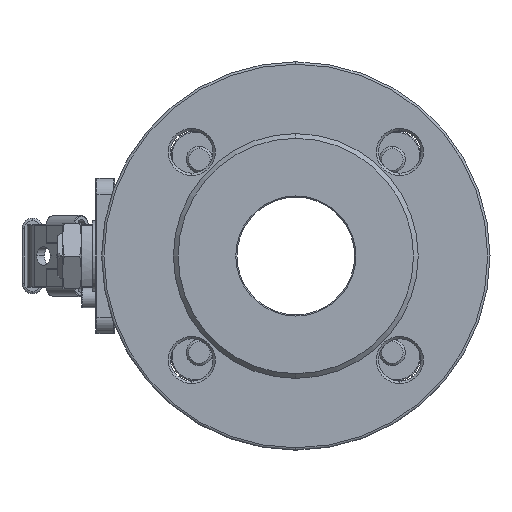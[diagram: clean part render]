
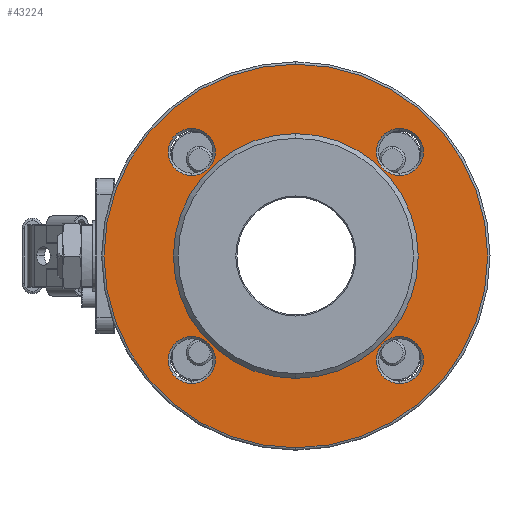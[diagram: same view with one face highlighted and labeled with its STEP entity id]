
A CAD part, left-side view. The second image highlights one B-rep face of the part: STEP entity #43224.
In plain terms, the highlighted planar face has unit normal (-1, 0, 0).
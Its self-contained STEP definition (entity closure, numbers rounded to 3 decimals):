
#349 = PLANE ( 'NONE',  #40540 ) ;
#527 = VERTEX_POINT ( 'NONE', #48848 ) ;
#802 = VERTEX_POINT ( 'NONE', #29780 ) ;
#935 = EDGE_CURVE ( 'NONE', #21016, #47764, #20933, .T. ) ;
#2458 = EDGE_CURVE ( 'NONE', #47764, #21016, #48678, .T. ) ;
#2529 = EDGE_CURVE ( 'NONE', #27051, #802, #37060, .T. ) ;
#2800 = EDGE_LOOP ( 'NONE', ( #29946, #39602 ) ) ;
#3116 = CARTESIAN_POINT ( 'NONE',  ( -61., 0., 52. ) ) ;
#3523 = CARTESIAN_POINT ( 'NONE',  ( -61., 0., 0. ) ) ;
#3746 = EDGE_CURVE ( 'NONE', #16787, #10094, #40419, .T. ) ;
#3826 = AXIS2_PLACEMENT_3D ( 'NONE', #40076, #49426, #14360 ) ;
#4164 = EDGE_CURVE ( 'NONE', #30783, #23561, #14578, .T. ) ;
#5049 = FACE_BOUND ( 'NONE', #2800, .T. ) ;
#5130 = DIRECTION ( 'NONE',  ( 0., 0., -1. ) ) ;
#5173 = AXIS2_PLACEMENT_3D ( 'NONE', #30127, #51865, #17797 ) ;
#5435 = CIRCLE ( 'NONE', #49060, 10. ) ;
#6111 = EDGE_CURVE ( 'NONE', #34925, #43161, #5435, .T. ) ;
#6869 = ORIENTED_EDGE ( 'NONE', *, *, #935, .T. ) ;
#8087 = CARTESIAN_POINT ( 'NONE',  ( -61., 44.194, 54.194 ) ) ;
#9364 = DIRECTION ( 'NONE',  ( 0., 0., -1. ) ) ;
#9393 = CARTESIAN_POINT ( 'NONE',  ( -61., -44.194, -34.194 ) ) ;
#10094 = VERTEX_POINT ( 'NONE', #3116 ) ;
#10264 = EDGE_CURVE ( 'NONE', #10094, #16787, #25805, .T. ) ;
#10946 = CARTESIAN_POINT ( 'NONE',  ( -61., 44.194, -44.194 ) ) ;
#13944 = DIRECTION ( 'NONE',  ( 1., 0., 0. ) ) ;
#14360 = DIRECTION ( 'NONE',  ( 0., 0., -1. ) ) ;
#14578 = CIRCLE ( 'NONE', #5173, 10. ) ;
#14984 = CARTESIAN_POINT ( 'NONE',  ( -61., -44.194, 54.194 ) ) ;
#15070 = DIRECTION ( 'NONE',  ( -1., 0., 0. ) ) ;
#15295 = CIRCLE ( 'NONE', #54030, 81.5 ) ;
#15656 = AXIS2_PLACEMENT_3D ( 'NONE', #48261, #13944, #9364 ) ;
#16130 = AXIS2_PLACEMENT_3D ( 'NONE', #44334, #35147, #31128 ) ;
#16787 = VERTEX_POINT ( 'NONE', #55768 ) ;
#16921 = EDGE_LOOP ( 'NONE', ( #52086, #51060 ) ) ;
#17249 = DIRECTION ( 'NONE',  ( -1., 0., 0. ) ) ;
#17797 = DIRECTION ( 'NONE',  ( 0., 0., -1. ) ) ;
#17838 = CARTESIAN_POINT ( 'NONE',  ( -61., -44.194, 44.194 ) ) ;
#18204 = DIRECTION ( 'NONE',  ( 0., 0., -1. ) ) ;
#18609 = AXIS2_PLACEMENT_3D ( 'NONE', #17838, #26921, #31290 ) ;
#19151 = CIRCLE ( 'NONE', #37702, 81.5 ) ;
#19379 = AXIS2_PLACEMENT_3D ( 'NONE', #53474, #40171, #5130 ) ;
#19920 = DIRECTION ( 'NONE',  ( 1., 0., 0. ) ) ;
#20933 = CIRCLE ( 'NONE', #50306, 10. ) ;
#21016 = VERTEX_POINT ( 'NONE', #9393 ) ;
#22204 = DIRECTION ( 'NONE',  ( 1., 0., 0. ) ) ;
#22602 = VERTEX_POINT ( 'NONE', #27529 ) ;
#23495 = EDGE_CURVE ( 'NONE', #43161, #34925, #55710, .T. ) ;
#23561 = VERTEX_POINT ( 'NONE', #8087 ) ;
#23979 = CARTESIAN_POINT ( 'NONE',  ( -61., 0., 0. ) ) ;
#24759 = CARTESIAN_POINT ( 'NONE',  ( -61., 44.194, -34.194 ) ) ;
#25755 = CARTESIAN_POINT ( 'NONE',  ( -61., 44.194, -44.194 ) ) ;
#25805 = CIRCLE ( 'NONE', #15656, 52. ) ;
#26921 = DIRECTION ( 'NONE',  ( 1., 0., 0. ) ) ;
#27051 = VERTEX_POINT ( 'NONE', #14984 ) ;
#27529 = CARTESIAN_POINT ( 'NONE',  ( -61., 0., -81.5 ) ) ;
#28192 = FACE_OUTER_BOUND ( 'NONE', #32184, .T. ) ;
#28449 = CARTESIAN_POINT ( 'NONE',  ( -61., 44.194, 34.194 ) ) ;
#28761 = ORIENTED_EDGE ( 'NONE', *, *, #43305, .T. ) ;
#29206 = CARTESIAN_POINT ( 'NONE',  ( -61., -44.194, -44.194 ) ) ;
#29567 = FACE_BOUND ( 'NONE', #53718, .T. ) ;
#29780 = CARTESIAN_POINT ( 'NONE',  ( -61., -44.194, 34.194 ) ) ;
#29946 = ORIENTED_EDGE ( 'NONE', *, *, #47564, .T. ) ;
#30127 = CARTESIAN_POINT ( 'NONE',  ( -61., 44.194, 44.194 ) ) ;
#30783 = VERTEX_POINT ( 'NONE', #28449 ) ;
#31128 = DIRECTION ( 'NONE',  ( 0., 0., -1. ) ) ;
#31290 = DIRECTION ( 'NONE',  ( 0., 0., -1. ) ) ;
#32184 = EDGE_LOOP ( 'NONE', ( #50508, #37597 ) ) ;
#32893 = CIRCLE ( 'NONE', #3826, 10. ) ;
#32992 = EDGE_LOOP ( 'NONE', ( #6869, #37135 ) ) ;
#34925 = VERTEX_POINT ( 'NONE', #55770 ) ;
#35147 = DIRECTION ( 'NONE',  ( 1., 0., 0. ) ) ;
#35297 = CARTESIAN_POINT ( 'NONE',  ( -61., -44.194, -44.194 ) ) ;
#37060 = CIRCLE ( 'NONE', #18609, 10. ) ;
#37135 = ORIENTED_EDGE ( 'NONE', *, *, #2458, .T. ) ;
#37425 = DIRECTION ( 'NONE',  ( 0., 0., -1. ) ) ;
#37597 = ORIENTED_EDGE ( 'NONE', *, *, #43979, .T. ) ;
#37702 = AXIS2_PLACEMENT_3D ( 'NONE', #23979, #15070, #41149 ) ;
#39066 = DIRECTION ( 'NONE',  ( 0., 0., -1. ) ) ;
#39430 = CARTESIAN_POINT ( 'NONE',  ( -61., 82.5, 0. ) ) ;
#39602 = ORIENTED_EDGE ( 'NONE', *, *, #4164, .T. ) ;
#39816 = FACE_BOUND ( 'NONE', #49446, .T. ) ;
#40076 = CARTESIAN_POINT ( 'NONE',  ( -61., 44.194, 44.194 ) ) ;
#40171 = DIRECTION ( 'NONE',  ( 1., 0., 0. ) ) ;
#40419 = CIRCLE ( 'NONE', #16130, 52. ) ;
#40540 = AXIS2_PLACEMENT_3D ( 'NONE', #39430, #43615, #39066 ) ;
#41149 = DIRECTION ( 'NONE',  ( 0., 0., -1. ) ) ;
#41396 = DIRECTION ( 'NONE',  ( 0., 0., -1. ) ) ;
#42231 = ORIENTED_EDGE ( 'NONE', *, *, #2529, .T. ) ;
#43161 = VERTEX_POINT ( 'NONE', #24759 ) ;
#43224 = ADVANCED_FACE ( 'NONE', ( #39816, #52041, #5049, #50034, #28192, #29567 ), #349, .F. ) ;
#43305 = EDGE_CURVE ( 'NONE', #802, #27051, #48685, .T. ) ;
#43615 = DIRECTION ( 'NONE',  ( 1., 0., 0. ) ) ;
#43979 = EDGE_CURVE ( 'NONE', #527, #22602, #15295, .T. ) ;
#44334 = CARTESIAN_POINT ( 'NONE',  ( -61., 0., 0. ) ) ;
#45562 = EDGE_CURVE ( 'NONE', #22602, #527, #19151, .T. ) ;
#47062 = ORIENTED_EDGE ( 'NONE', *, *, #10264, .T. ) ;
#47377 = AXIS2_PLACEMENT_3D ( 'NONE', #25755, #51510, #47711 ) ;
#47564 = EDGE_CURVE ( 'NONE', #23561, #30783, #32893, .T. ) ;
#47711 = DIRECTION ( 'NONE',  ( 0., 0., -1. ) ) ;
#47718 = DIRECTION ( 'NONE',  ( 0., 0., -1. ) ) ;
#47764 = VERTEX_POINT ( 'NONE', #50730 ) ;
#48261 = CARTESIAN_POINT ( 'NONE',  ( -61., 0., 0. ) ) ;
#48678 = CIRCLE ( 'NONE', #49645, 10. ) ;
#48685 = CIRCLE ( 'NONE', #19379, 10. ) ;
#48848 = CARTESIAN_POINT ( 'NONE',  ( -61., 0., 81.5 ) ) ;
#49060 = AXIS2_PLACEMENT_3D ( 'NONE', #10946, #50562, #41396 ) ;
#49426 = DIRECTION ( 'NONE',  ( 1., 0., 0. ) ) ;
#49446 = EDGE_LOOP ( 'NONE', ( #42231, #28761 ) ) ;
#49645 = AXIS2_PLACEMENT_3D ( 'NONE', #35297, #22204, #18204 ) ;
#50034 = FACE_BOUND ( 'NONE', #16921, .T. ) ;
#50306 = AXIS2_PLACEMENT_3D ( 'NONE', #29206, #19920, #37425 ) ;
#50508 = ORIENTED_EDGE ( 'NONE', *, *, #45562, .T. ) ;
#50562 = DIRECTION ( 'NONE',  ( 1., 0., 0. ) ) ;
#50730 = CARTESIAN_POINT ( 'NONE',  ( -61., -44.194, -54.194 ) ) ;
#51060 = ORIENTED_EDGE ( 'NONE', *, *, #6111, .T. ) ;
#51485 = ORIENTED_EDGE ( 'NONE', *, *, #3746, .T. ) ;
#51510 = DIRECTION ( 'NONE',  ( 1., 0., 0. ) ) ;
#51865 = DIRECTION ( 'NONE',  ( 1., 0., 0. ) ) ;
#52041 = FACE_BOUND ( 'NONE', #32992, .T. ) ;
#52086 = ORIENTED_EDGE ( 'NONE', *, *, #23495, .T. ) ;
#53474 = CARTESIAN_POINT ( 'NONE',  ( -61., -44.194, 44.194 ) ) ;
#53718 = EDGE_LOOP ( 'NONE', ( #51485, #47062 ) ) ;
#54030 = AXIS2_PLACEMENT_3D ( 'NONE', #3523, #17249, #47718 ) ;
#55710 = CIRCLE ( 'NONE', #47377, 10. ) ;
#55768 = CARTESIAN_POINT ( 'NONE',  ( -61., 0., -52. ) ) ;
#55770 = CARTESIAN_POINT ( 'NONE',  ( -61., 44.194, -54.194 ) ) ;
